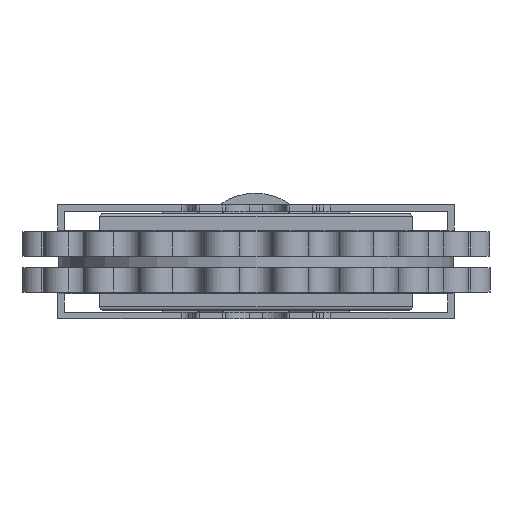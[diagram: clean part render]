
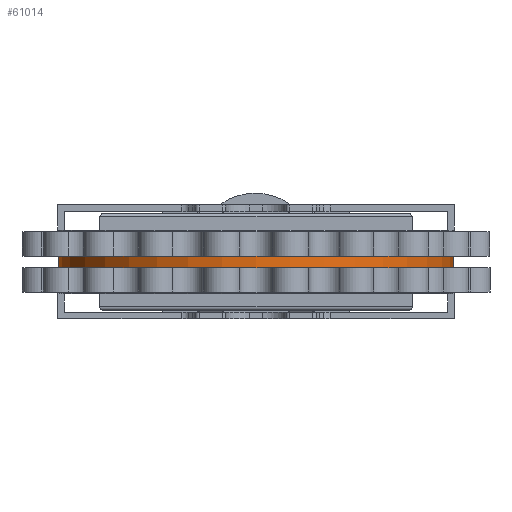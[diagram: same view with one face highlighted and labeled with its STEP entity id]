
A CAD part, front view. The second image highlights one B-rep face of the part: STEP entity #61014.
In plain terms, the highlighted cylindrical face has radius 294.5 mm (diameter 589 mm), a partial arc.
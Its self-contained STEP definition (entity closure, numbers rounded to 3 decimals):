
#4931 = CYLINDRICAL_SURFACE ( 'NONE', #38088, 294.5 ) ;
#6021 = VERTEX_POINT ( 'NONE', #38266 ) ;
#6716 = CIRCLE ( 'NONE', #45000, 294.5 ) ;
#7378 = FACE_OUTER_BOUND ( 'NONE', #18812, .T. ) ;
#10274 = CARTESIAN_POINT ( 'NONE',  ( 294.5, 0., -17. ) ) ;
#16701 = CARTESIAN_POINT ( 'NONE',  ( 0., 0., -17. ) ) ;
#16902 = DIRECTION ( 'NONE',  ( 0., 0., -1. ) ) ;
#18812 = EDGE_LOOP ( 'NONE', ( #60756, #28987, #55609, #42915 ) ) ;
#18915 = VERTEX_POINT ( 'NONE', #55431 ) ;
#19635 = VECTOR ( 'NONE', #46396, 1000. ) ;
#19902 = CARTESIAN_POINT ( 'NONE',  ( -294.5, 0., 0. ) ) ;
#22370 = EDGE_CURVE ( 'NONE', #18915, #40079, #26213, .T. ) ;
#23113 = VERTEX_POINT ( 'NONE', #19902 ) ;
#24169 = VECTOR ( 'NONE', #50703, 1000. ) ;
#26213 = LINE ( 'NONE', #10274, #19635 ) ;
#28987 = ORIENTED_EDGE ( 'NONE', *, *, #32960, .F. ) ;
#31582 = DIRECTION ( 'NONE',  ( 0., 0., -1. ) ) ;
#32137 = DIRECTION ( 'NONE',  ( 1., 0., 0. ) ) ;
#32960 = EDGE_CURVE ( 'NONE', #18915, #6021, #67420, .T. ) ;
#34816 = EDGE_CURVE ( 'NONE', #40079, #23113, #6716, .T. ) ;
#37661 = DIRECTION ( 'NONE',  ( 0., 0., 1. ) ) ;
#38088 = AXIS2_PLACEMENT_3D ( 'NONE', #16701, #37661, #32137 ) ;
#38266 = CARTESIAN_POINT ( 'NONE',  ( -294.5, 0., -17. ) ) ;
#39664 = CARTESIAN_POINT ( 'NONE',  ( -294.5, 0., -17. ) ) ;
#40079 = VERTEX_POINT ( 'NONE', #66064 ) ;
#42159 = DIRECTION ( 'NONE',  ( -1., 0., 0. ) ) ;
#42590 = CARTESIAN_POINT ( 'NONE',  ( 0., 0., -17. ) ) ;
#42915 = ORIENTED_EDGE ( 'NONE', *, *, #34816, .T. ) ;
#45000 = AXIS2_PLACEMENT_3D ( 'NONE', #48641, #16902, #53952 ) ;
#46396 = DIRECTION ( 'NONE',  ( 0., 0., 1. ) ) ;
#48641 = CARTESIAN_POINT ( 'NONE',  ( 0., 0., 0. ) ) ;
#50703 = DIRECTION ( 'NONE',  ( 0., 0., 1. ) ) ;
#53862 = LINE ( 'NONE', #39664, #24169 ) ;
#53952 = DIRECTION ( 'NONE',  ( -1., 0., 0. ) ) ;
#55431 = CARTESIAN_POINT ( 'NONE',  ( 294.5, 0., -17. ) ) ;
#55609 = ORIENTED_EDGE ( 'NONE', *, *, #22370, .T. ) ;
#60756 = ORIENTED_EDGE ( 'NONE', *, *, #66337, .F. ) ;
#61014 = ADVANCED_FACE ( 'NONE', ( #7378 ), #4931, .T. ) ;
#66064 = CARTESIAN_POINT ( 'NONE',  ( 294.5, 0., 0. ) ) ;
#66337 = EDGE_CURVE ( 'NONE', #6021, #23113, #53862, .T. ) ;
#66921 = AXIS2_PLACEMENT_3D ( 'NONE', #42590, #31582, #42159 ) ;
#67420 = CIRCLE ( 'NONE', #66921, 294.5 ) ;
